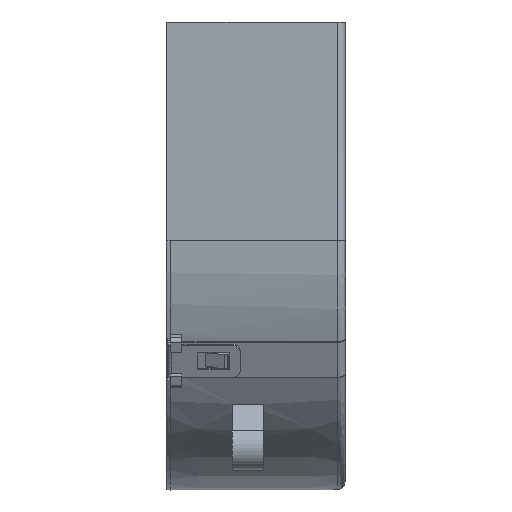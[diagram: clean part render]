
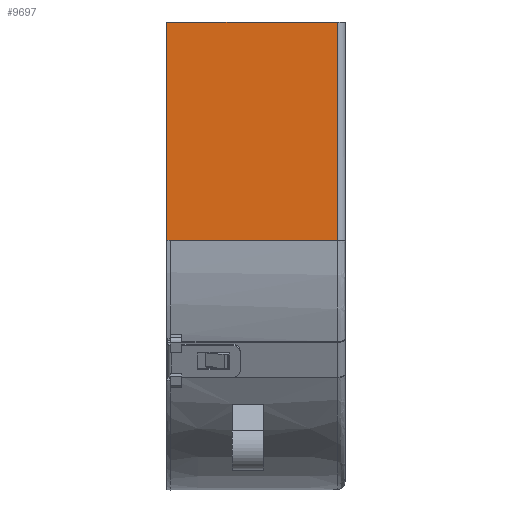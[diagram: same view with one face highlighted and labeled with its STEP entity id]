
A CAD part, left-side view. The second image highlights one B-rep face of the part: STEP entity #9697.
In plain terms, the highlighted planar face has unit normal (-1, 0, 0).
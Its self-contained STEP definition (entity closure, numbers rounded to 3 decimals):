
#2048=DIRECTION('',(0.,0.,-1.));
#2049=VECTOR('',#2048,28.013);
#2050=CARTESIAN_POINT('',(-32.3,22.9,30.));
#2051=LINE('',#2050,#2049);
#2074=DIRECTION('',(0.,1.,0.));
#2075=VECTOR('',#2074,0.45);
#2076=CARTESIAN_POINT('',(-32.3,22.45,1.987));
#2077=LINE('',#2076,#2075);
#2078=DIRECTION('',(0.,-1.,0.));
#2079=VECTOR('',#2078,21.9);
#2080=CARTESIAN_POINT('',(-32.3,22.9,30.));
#2081=LINE('',#2080,#2079);
#2095=DIRECTION('',(0.,0.,1.));
#2096=VECTOR('',#2095,28.013);
#2097=CARTESIAN_POINT('',(-32.3,1.,
1.987));
#2098=LINE('',#2097,#2096);
#2113=DIRECTION('',(0.,-1.,0.));
#2114=VECTOR('',#2113,21.45);
#2115=CARTESIAN_POINT('',(-32.3,22.45,1.987));
#2116=LINE('',#2115,#2114);
#7263=CARTESIAN_POINT('',(-32.3,1.,30.));
#7264=VERTEX_POINT('',#7263);
#7265=CARTESIAN_POINT('',(-32.3,22.9,30.));
#7266=VERTEX_POINT('',#7265);
#7488=CARTESIAN_POINT('',(-32.3,22.9,1.987));
#7489=VERTEX_POINT('',#7488);
#7494=CARTESIAN_POINT('',(-32.3,1.,
1.987));
#7495=VERTEX_POINT('',#7494);
#7496=CARTESIAN_POINT('',(-32.3,22.45,1.987));
#7497=VERTEX_POINT('',#7496);
#9682=CARTESIAN_POINT('',(-32.3,0.,1.987));
#9683=DIRECTION('',(-1.,0.,0.));
#9684=DIRECTION('',(0.,0.,1.));
#9685=AXIS2_PLACEMENT_3D('',#9682,#9683,#9684);
#9686=PLANE('',#9685);
#9688=ORIENTED_EDGE('',*,*,#9687,.F.);
#9690=ORIENTED_EDGE('',*,*,#9689,.F.);
#9692=ORIENTED_EDGE('',*,*,#9691,.T.);
#9693=ORIENTED_EDGE('',*,*,#9669,.F.);
#9694=ORIENTED_EDGE('',*,*,#8888,.T.);
#9695=EDGE_LOOP('',(#9688,#9690,#9692,#9693,#9694));
#9696=FACE_OUTER_BOUND('',#9695,.F.);
#9697=ADVANCED_FACE('',(#9696),#9686,.T.);
#8888=EDGE_CURVE('',#7266,#7264,#2081,.T.);
#9669=EDGE_CURVE('',#7266,#7489,#2051,.T.);
#9687=EDGE_CURVE('',#7495,#7264,#2098,.T.);
#9689=EDGE_CURVE('',#7497,#7495,#2116,.T.);
#9691=EDGE_CURVE('',#7497,#7489,#2077,.T.);
